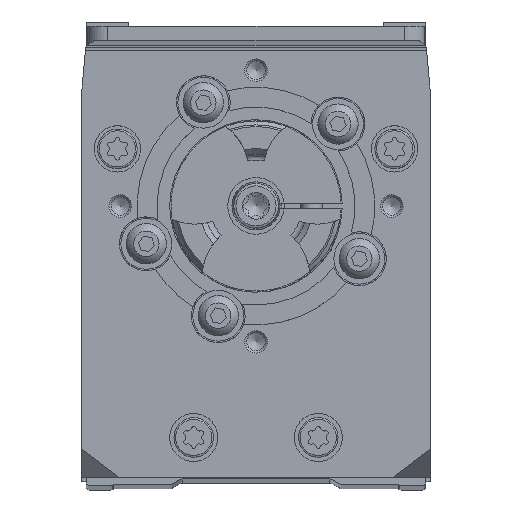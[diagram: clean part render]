
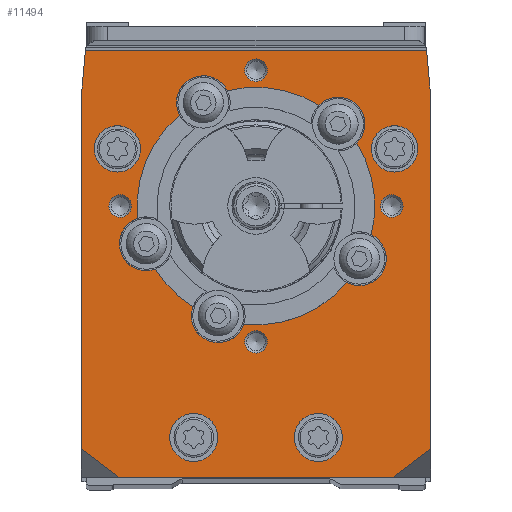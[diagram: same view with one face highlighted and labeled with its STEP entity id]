
A CAD part, top view. The second image highlights one B-rep face of the part: STEP entity #11494.
In plain terms, the highlighted planar face has unit normal (0, 0, 1).
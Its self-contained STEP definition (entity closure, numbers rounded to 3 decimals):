
#314=PLANE('',#13199);
#695=LINE('',#18562,#1644);
#696=LINE('',#18565,#1645);
#697=LINE('',#18567,#1646);
#698=LINE('',#18569,#1647);
#699=LINE('',#18571,#1648);
#700=LINE('',#18573,#1649);
#701=LINE('',#18575,#1650);
#702=LINE('',#18577,#1651);
#703=LINE('',#18579,#1652);
#704=LINE('',#18581,#1653);
#1644=VECTOR('',#14755,1000.);
#1645=VECTOR('',#14756,1000.);
#1646=VECTOR('',#14757,1000.);
#1647=VECTOR('',#14758,1000.);
#1648=VECTOR('',#14759,1000.);
#1649=VECTOR('',#14760,1000.);
#1650=VECTOR('',#14761,1000.);
#1651=VECTOR('',#14762,1000.);
#1652=VECTOR('',#14763,1000.);
#1653=VECTOR('',#14764,1000.);
#2722=ORIENTED_EDGE('',*,*,#6057,.F.);
#2723=ORIENTED_EDGE('',*,*,#5897,.T.);
#2724=ORIENTED_EDGE('',*,*,#6058,.F.);
#2725=ORIENTED_EDGE('',*,*,#5895,.T.);
#2726=ORIENTED_EDGE('',*,*,#6059,.F.);
#2727=ORIENTED_EDGE('',*,*,#5911,.T.);
#2728=ORIENTED_EDGE('',*,*,#6060,.F.);
#2729=ORIENTED_EDGE('',*,*,#5907,.T.);
#2730=ORIENTED_EDGE('',*,*,#6061,.F.);
#2731=ORIENTED_EDGE('',*,*,#5903,.T.);
#2732=ORIENTED_EDGE('',*,*,#6062,.T.);
#2733=ORIENTED_EDGE('',*,*,#6063,.T.);
#2734=ORIENTED_EDGE('',*,*,#6064,.T.);
#2735=ORIENTED_EDGE('',*,*,#6065,.T.);
#2736=ORIENTED_EDGE('',*,*,#6066,.F.);
#2737=ORIENTED_EDGE('',*,*,#6067,.F.);
#2738=ORIENTED_EDGE('',*,*,#6068,.F.);
#2739=ORIENTED_EDGE('',*,*,#6069,.F.);
#2740=ORIENTED_EDGE('',*,*,#6070,.F.);
#2741=ORIENTED_EDGE('',*,*,#6071,.F.);
#2742=ORIENTED_EDGE('',*,*,#6072,.F.);
#2743=ORIENTED_EDGE('',*,*,#6073,.F.);
#2744=ORIENTED_EDGE('',*,*,#6074,.F.);
#2745=ORIENTED_EDGE('',*,*,#6075,.F.);
#2746=ORIENTED_EDGE('',*,*,#6076,.T.);
#2747=ORIENTED_EDGE('',*,*,#6077,.F.);
#2748=ORIENTED_EDGE('',*,*,#6078,.T.);
#2749=ORIENTED_EDGE('',*,*,#6079,.F.);
#5895=EDGE_CURVE('',#7572,#7571,#8746,.T.);
#5897=EDGE_CURVE('',#7573,#7574,#8747,.T.);
#5903=EDGE_CURVE('',#7580,#7579,#8750,.T.);
#5907=EDGE_CURVE('',#7584,#7583,#8752,.T.);
#5911=EDGE_CURVE('',#7588,#7587,#8754,.T.);
#6057=EDGE_CURVE('',#7573,#7579,#8826,.F.);
#6058=EDGE_CURVE('',#7572,#7574,#8827,.F.);
#6059=EDGE_CURVE('',#7588,#7571,#8828,.F.);
#6060=EDGE_CURVE('',#7584,#7587,#8829,.F.);
#6061=EDGE_CURVE('',#7580,#7583,#8830,.F.);
#6062=EDGE_CURVE('',#7716,#7716,#8831,.T.);
#6063=EDGE_CURVE('',#7717,#7717,#8832,.T.);
#6064=EDGE_CURVE('',#7718,#7718,#8833,.T.);
#6065=EDGE_CURVE('',#7719,#7719,#8834,.T.);
#6066=EDGE_CURVE('',#7720,#7720,#8835,.T.);
#6067=EDGE_CURVE('',#7721,#7721,#8836,.T.);
#6068=EDGE_CURVE('',#7722,#7722,#8837,.T.);
#6069=EDGE_CURVE('',#7723,#7723,#8838,.T.);
#6070=EDGE_CURVE('',#7724,#7725,#695,.T.);
#6071=EDGE_CURVE('',#7726,#7724,#696,.T.);
#6072=EDGE_CURVE('',#7727,#7726,#697,.T.);
#6073=EDGE_CURVE('',#7728,#7727,#698,.T.);
#6074=EDGE_CURVE('',#7729,#7728,#699,.T.);
#6075=EDGE_CURVE('',#7730,#7729,#700,.T.);
#6076=EDGE_CURVE('',#7730,#7731,#701,.T.);
#6077=EDGE_CURVE('',#7732,#7731,#702,.T.);
#6078=EDGE_CURVE('',#7732,#7733,#703,.T.);
#6079=EDGE_CURVE('',#7725,#7733,#704,.T.);
#7571=VERTEX_POINT('',#18106);
#7572=VERTEX_POINT('',#18108);
#7573=VERTEX_POINT('',#18112);
#7574=VERTEX_POINT('',#18113);
#7579=VERTEX_POINT('',#18124);
#7580=VERTEX_POINT('',#18126);
#7583=VERTEX_POINT('',#18133);
#7584=VERTEX_POINT('',#18135);
#7587=VERTEX_POINT('',#18142);
#7588=VERTEX_POINT('',#18144);
#7716=VERTEX_POINT('',#18547);
#7717=VERTEX_POINT('',#18549);
#7718=VERTEX_POINT('',#18551);
#7719=VERTEX_POINT('',#18553);
#7720=VERTEX_POINT('',#18555);
#7721=VERTEX_POINT('',#18557);
#7722=VERTEX_POINT('',#18559);
#7723=VERTEX_POINT('',#18561);
#7724=VERTEX_POINT('',#18563);
#7725=VERTEX_POINT('',#18564);
#7726=VERTEX_POINT('',#18566);
#7727=VERTEX_POINT('',#18568);
#7728=VERTEX_POINT('',#18570);
#7729=VERTEX_POINT('',#18572);
#7730=VERTEX_POINT('',#18574);
#7731=VERTEX_POINT('',#18576);
#7732=VERTEX_POINT('',#18578);
#7733=VERTEX_POINT('',#18580);
#8746=CIRCLE('',#13083,21.);
#8747=CIRCLE('',#13085,21.);
#8750=CIRCLE('',#13089,21.);
#8752=CIRCLE('',#13092,21.);
#8754=CIRCLE('',#13095,21.);
#8826=CIRCLE('',#13200,4.75);
#8827=CIRCLE('',#13201,4.75);
#8828=CIRCLE('',#13202,4.75);
#8829=CIRCLE('',#13203,4.75);
#8830=CIRCLE('',#13204,4.75);
#8831=CIRCLE('',#13205,2.);
#8832=CIRCLE('',#13206,2.);
#8833=CIRCLE('',#13207,2.);
#8834=CIRCLE('',#13208,2.);
#8835=CIRCLE('',#13209,4.1);
#8836=CIRCLE('',#13210,4.1);
#8837=CIRCLE('',#13211,4.25);
#8838=CIRCLE('',#13212,4.25);
#9389=EDGE_LOOP('',(#2722,#2723,#2724,#2725,#2726,#2727,#2728,#2729,#2730,
#2731));
#9390=EDGE_LOOP('',(#2732));
#9391=EDGE_LOOP('',(#2733));
#9392=EDGE_LOOP('',(#2734));
#9393=EDGE_LOOP('',(#2735));
#9394=EDGE_LOOP('',(#2736));
#9395=EDGE_LOOP('',(#2737));
#9396=EDGE_LOOP('',(#2738));
#9397=EDGE_LOOP('',(#2739));
#9398=EDGE_LOOP('',(#2740,#2741,#2742,#2743,#2744,#2745,#2746,#2747,#2748,
#2749));
#10301=FACE_BOUND('',#9389,.T.);
#10302=FACE_BOUND('',#9390,.T.);
#10303=FACE_BOUND('',#9391,.T.);
#10304=FACE_BOUND('',#9392,.T.);
#10305=FACE_BOUND('',#9393,.T.);
#10306=FACE_BOUND('',#9394,.T.);
#10307=FACE_BOUND('',#9395,.T.);
#10308=FACE_BOUND('',#9396,.T.);
#10309=FACE_BOUND('',#9397,.T.);
#10310=FACE_BOUND('',#9398,.T.);
#11494=ADVANCED_FACE('',(#10301,#10302,#10303,#10304,#10305,#10306,#10307,
#10308,#10309,#10310),#314,.F.);
#13083=AXIS2_PLACEMENT_3D('',#18107,#14444,#14445);
#13085=AXIS2_PLACEMENT_3D('',#18111,#14449,#14450);
#13089=AXIS2_PLACEMENT_3D('',#18125,#14460,#14461);
#13092=AXIS2_PLACEMENT_3D('',#18134,#14468,#14469);
#13095=AXIS2_PLACEMENT_3D('',#18143,#14476,#14477);
#13199=AXIS2_PLACEMENT_3D('',#18540,#14727,#14728);
#13200=AXIS2_PLACEMENT_3D('',#18541,#14729,#14730);
#13201=AXIS2_PLACEMENT_3D('',#18542,#14731,#14732);
#13202=AXIS2_PLACEMENT_3D('',#18543,#14733,#14734);
#13203=AXIS2_PLACEMENT_3D('',#18544,#14735,#14736);
#13204=AXIS2_PLACEMENT_3D('',#18545,#14737,#14738);
#13205=AXIS2_PLACEMENT_3D('',#18546,#14739,#14740);
#13206=AXIS2_PLACEMENT_3D('',#18548,#14741,#14742);
#13207=AXIS2_PLACEMENT_3D('',#18550,#14743,#14744);
#13208=AXIS2_PLACEMENT_3D('',#18552,#14745,#14746);
#13209=AXIS2_PLACEMENT_3D('',#18554,#14747,#14748);
#13210=AXIS2_PLACEMENT_3D('',#18556,#14749,#14750);
#13211=AXIS2_PLACEMENT_3D('',#18558,#14751,#14752);
#13212=AXIS2_PLACEMENT_3D('',#18560,#14753,#14754);
#14444=DIRECTION('',(0.,0.,-1.));
#14445=DIRECTION('',(-1.,0.,0.));
#14449=DIRECTION('',(0.,0.,-1.));
#14450=DIRECTION('',(-1.,0.,0.));
#14460=DIRECTION('',(0.,0.,-1.));
#14461=DIRECTION('',(-1.,0.,0.));
#14468=DIRECTION('',(0.,0.,-1.));
#14469=DIRECTION('',(-1.,0.,0.));
#14476=DIRECTION('',(0.,0.,-1.));
#14477=DIRECTION('',(-1.,0.,0.));
#14727=DIRECTION('',(0.,0.,-1.));
#14728=DIRECTION('',(-1.,0.,0.));
#14729=DIRECTION('',(0.,0.,-1.));
#14730=DIRECTION('',(-1.,0.,0.));
#14731=DIRECTION('',(0.,0.,-1.));
#14732=DIRECTION('',(-1.,0.,0.));
#14733=DIRECTION('',(0.,0.,-1.));
#14734=DIRECTION('',(-1.,0.,0.));
#14735=DIRECTION('',(0.,0.,-1.));
#14736=DIRECTION('',(-1.,0.,0.));
#14737=DIRECTION('',(0.,0.,-1.));
#14738=DIRECTION('',(-1.,0.,0.));
#14739=DIRECTION('',(0.,0.,-1.));
#14740=DIRECTION('',(-1.,0.,0.));
#14741=DIRECTION('',(0.,0.,-1.));
#14742=DIRECTION('',(-1.,0.,0.));
#14743=DIRECTION('',(0.,0.,-1.));
#14744=DIRECTION('',(-1.,0.,0.));
#14745=DIRECTION('',(0.,0.,-1.));
#14746=DIRECTION('',(-1.,0.,0.));
#14747=DIRECTION('',(0.,0.,1.));
#14748=DIRECTION('',(1.,0.,0.));
#14749=DIRECTION('',(0.,0.,1.));
#14750=DIRECTION('',(1.,0.,0.));
#14751=DIRECTION('',(0.,0.,1.));
#14752=DIRECTION('',(1.,0.,0.));
#14753=DIRECTION('',(0.,0.,1.));
#14754=DIRECTION('',(1.,0.,0.));
#14755=DIRECTION('',(-0.796,0.605,0.));
#14756=DIRECTION('',(-1.,0.,0.));
#14757=DIRECTION('',(-0.796,-0.605,0.));
#14758=DIRECTION('',(-1.,0.,0.));
#14759=DIRECTION('',(0.,-1.,0.));
#14760=DIRECTION('',(0.087,-0.996,0.));
#14761=DIRECTION('',(-1.,0.,0.));
#14762=DIRECTION('',(0.087,0.996,0.));
#14763=DIRECTION('',(0.,-1.,0.));
#14764=DIRECTION('',(-1.,0.,0.));
#18106=CARTESIAN_POINT('',(-13.519,65.47,26.5));
#18107=CARTESIAN_POINT('',(0.,49.4,26.5));
#18108=CARTESIAN_POINT('',(-20.888,47.231,26.5));
#18111=CARTESIAN_POINT('',(0.,49.4,26.5));
#18112=CARTESIAN_POINT('',(-11.151,31.605,26.5));
#18113=CARTESIAN_POINT('',(-17.795,38.249,26.5));
#18124=CARTESIAN_POINT('',(-2.169,28.512,26.5));
#18125=CARTESIAN_POINT('',(0.,49.4,26.5));
#18126=CARTESIAN_POINT('',(16.07,35.881,26.5));
#18133=CARTESIAN_POINT('',(20.383,44.345,26.5));
#18134=CARTESIAN_POINT('',(0.,49.4,26.5));
#18135=CARTESIAN_POINT('',(17.823,60.506,26.5));
#18142=CARTESIAN_POINT('',(11.106,67.223,26.5));
#18143=CARTESIAN_POINT('',(0.,49.4,26.5));
#18144=CARTESIAN_POINT('',(-5.055,69.783,26.5));
#18540=CARTESIAN_POINT('',(30.9,77.506,26.5));
#18541=CARTESIAN_POINT('',(-6.674,30.017,26.5));
#18542=CARTESIAN_POINT('',(-19.383,42.726,26.5));
#18543=CARTESIAN_POINT('',(-9.307,67.666,26.5));
#18544=CARTESIAN_POINT('',(14.496,63.896,26.5));
#18545=CARTESIAN_POINT('',(18.266,40.093,26.5));
#18546=CARTESIAN_POINT('',(-24.,49.4,26.5));
#18547=CARTESIAN_POINT('',(-26.,49.4,26.5));
#18548=CARTESIAN_POINT('',(0.,25.4,26.5));
#18549=CARTESIAN_POINT('',(-2.,25.4,26.5));
#18550=CARTESIAN_POINT('',(24.,49.4,26.5));
#18551=CARTESIAN_POINT('',(22.,49.4,26.5));
#18552=CARTESIAN_POINT('',(0.,73.4,26.5));
#18553=CARTESIAN_POINT('',(-2.,73.4,26.5));
#18554=CARTESIAN_POINT('',(-24.5,59.5,26.5));
#18555=CARTESIAN_POINT('',(-20.4,59.5,26.5));
#18556=CARTESIAN_POINT('',(24.5,59.5,26.5));
#18557=CARTESIAN_POINT('',(28.6,59.5,26.5));
#18558=CARTESIAN_POINT('',(-11.,8.5,26.5));
#18559=CARTESIAN_POINT('',(-6.75,8.5,26.5));
#18560=CARTESIAN_POINT('',(11.,8.5,26.5));
#18561=CARTESIAN_POINT('',(15.25,8.5,26.5));
#18562=CARTESIAN_POINT('',(-25.894,2.706,26.5));
#18563=CARTESIAN_POINT('',(-24.306,1.5,26.5));
#18564=CARTESIAN_POINT('',(-30.891,6.5,26.5));
#18565=CARTESIAN_POINT('',(30.9,1.5,26.5));
#18566=CARTESIAN_POINT('',(24.306,1.5,26.5));
#18567=CARTESIAN_POINT('',(65.095,32.47,26.5));
#18568=CARTESIAN_POINT('',(30.891,6.5,26.5));
#18569=CARTESIAN_POINT('',(30.9,6.5,26.5));
#18570=CARTESIAN_POINT('',(30.9,6.5,26.5));
#18571=CARTESIAN_POINT('',(30.9,77.506,26.5));
#18572=CARTESIAN_POINT('',(30.9,68.463,26.5));
#18573=CARTESIAN_POINT('',(30.16,76.924,26.5));
#18574=CARTESIAN_POINT('',(30.161,76.905,26.5));
#18575=CARTESIAN_POINT('',(30.9,76.905,26.5));
#18576=CARTESIAN_POINT('',(-30.161,76.905,26.5));
#18577=CARTESIAN_POINT('',(-31.743,58.826,26.5));
#18578=CARTESIAN_POINT('',(-30.9,68.463,26.5));
#18579=CARTESIAN_POINT('',(-30.9,77.506,26.5));
#18580=CARTESIAN_POINT('',(-30.9,6.5,26.5));
#18581=CARTESIAN_POINT('',(30.9,6.5,26.5));
